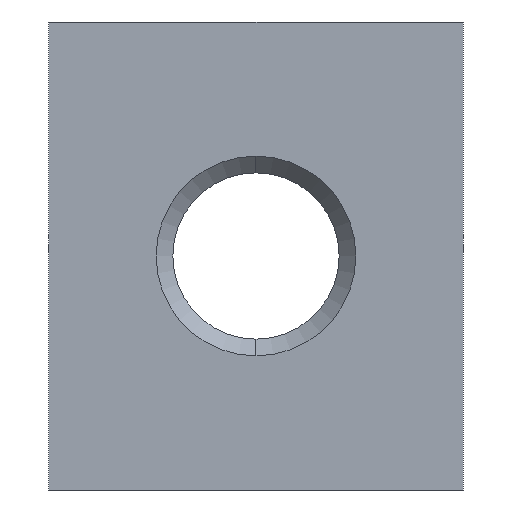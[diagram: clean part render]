
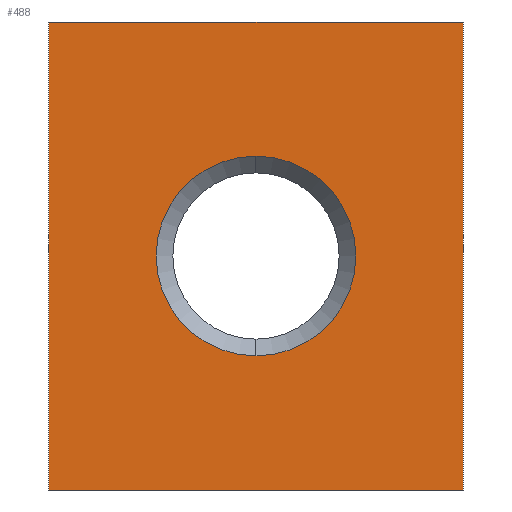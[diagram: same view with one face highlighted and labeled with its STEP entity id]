
A CAD part, front view. The second image highlights one B-rep face of the part: STEP entity #488.
In plain terms, the highlighted planar face has unit normal (0, -1, 0).
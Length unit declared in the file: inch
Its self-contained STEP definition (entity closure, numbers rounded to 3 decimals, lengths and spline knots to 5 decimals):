
#13 = CARTESIAN_POINT ( 'NONE',  ( -0.5, 0., 0.565 ) ) ;
#17 = EDGE_CURVE ( 'NONE', #496, #557, #400, .T. ) ;
#23 = VERTEX_POINT ( 'NONE', #370 ) ;
#33 = EDGE_LOOP ( 'NONE', ( #562, #463 ) ) ;
#39 = VECTOR ( 'NONE', #223, 39.37008 ) ;
#41 = AXIS2_PLACEMENT_3D ( 'NONE', #509, #172, #459 ) ;
#44 = DIRECTION ( 'NONE',  ( 1., 0., 0. ) ) ;
#52 = ORIENTED_EDGE ( 'NONE', *, *, #17, .T. ) ;
#53 = DIRECTION ( 'NONE',  ( 0., 0., -1. ) ) ;
#59 = VERTEX_POINT ( 'NONE', #512 ) ;
#69 = FACE_OUTER_BOUND ( 'NONE', #216, .T. ) ;
#74 = VECTOR ( 'NONE', #53, 39.37008 ) ;
#86 = CARTESIAN_POINT ( 'NONE',  ( -0.5, 0., 0.565 ) ) ;
#119 = VECTOR ( 'NONE', #141, 39.37008 ) ;
#132 = CARTESIAN_POINT ( 'NONE',  ( 0.5, 0., -0.565 ) ) ;
#141 = DIRECTION ( 'NONE',  ( 1., 0., 0. ) ) ;
#162 = CARTESIAN_POINT ( 'NONE',  ( 0.5, 0., 0.565 ) ) ;
#165 = LINE ( 'NONE', #86, #305 ) ;
#172 = DIRECTION ( 'NONE',  ( 0., 1., 0. ) ) ;
#178 = LINE ( 'NONE', #13, #74 ) ;
#209 = DIRECTION ( 'NONE',  ( 0., 1., 0. ) ) ;
#216 = EDGE_LOOP ( 'NONE', ( #52, #365, #294, #341 ) ) ;
#218 = CIRCLE ( 'NONE', #41, 0.24114 ) ;
#223 = DIRECTION ( 'NONE',  ( 0., 0., -1. ) ) ;
#265 = EDGE_CURVE ( 'NONE', #476, #496, #178, .T. ) ;
#287 = CARTESIAN_POINT ( 'NONE',  ( -0.5, 0., 0.565 ) ) ;
#294 = ORIENTED_EDGE ( 'NONE', *, *, #563, .F. ) ;
#298 = CIRCLE ( 'NONE', #306, 0.24114 ) ;
#305 = VECTOR ( 'NONE', #44, 39.37008 ) ;
#306 = AXIS2_PLACEMENT_3D ( 'NONE', #498, #209, #540 ) ;
#327 = EDGE_CURVE ( 'NONE', #576, #59, #298, .T. ) ;
#341 = ORIENTED_EDGE ( 'NONE', *, *, #265, .T. ) ;
#358 = CARTESIAN_POINT ( 'NONE',  ( -0.5, 0., -0.565 ) ) ;
#365 = ORIENTED_EDGE ( 'NONE', *, *, #549, .F. ) ;
#370 = CARTESIAN_POINT ( 'NONE',  ( 0.5, 0., 0.565 ) ) ;
#389 = DIRECTION ( 'NONE',  ( 0., 1., 0. ) ) ;
#397 = LINE ( 'NONE', #162, #39 ) ;
#400 = LINE ( 'NONE', #358, #119 ) ;
#414 = FACE_BOUND ( 'NONE', #33, .T. ) ;
#424 = CARTESIAN_POINT ( 'NONE',  ( 0., 0., -0.24114 ) ) ;
#459 = DIRECTION ( 'NONE',  ( 0., 0., 1. ) ) ;
#463 = ORIENTED_EDGE ( 'NONE', *, *, #530, .T. ) ;
#476 = VERTEX_POINT ( 'NONE', #287 ) ;
#483 = CARTESIAN_POINT ( 'NONE',  ( -0.5, 0., 0.565 ) ) ;
#487 = DIRECTION ( 'NONE',  ( 0., 0., 1. ) ) ;
#488 = ADVANCED_FACE ( 'NONE', ( #414, #69 ), #564, .F. ) ;
#496 = VERTEX_POINT ( 'NONE', #568 ) ;
#498 = CARTESIAN_POINT ( 'NONE',  ( 0., 0., 0. ) ) ;
#509 = CARTESIAN_POINT ( 'NONE',  ( 0., 0., 0. ) ) ;
#512 = CARTESIAN_POINT ( 'NONE',  ( 0., 0., 0.24114 ) ) ;
#530 = EDGE_CURVE ( 'NONE', #59, #576, #218, .T. ) ;
#540 = DIRECTION ( 'NONE',  ( 0., 0., 1. ) ) ;
#543 = AXIS2_PLACEMENT_3D ( 'NONE', #483, #389, #487 ) ;
#549 = EDGE_CURVE ( 'NONE', #23, #557, #397, .T. ) ;
#557 = VERTEX_POINT ( 'NONE', #132 ) ;
#562 = ORIENTED_EDGE ( 'NONE', *, *, #327, .T. ) ;
#563 = EDGE_CURVE ( 'NONE', #476, #23, #165, .T. ) ;
#564 = PLANE ( 'NONE',  #543 ) ;
#568 = CARTESIAN_POINT ( 'NONE',  ( -0.5, 0., -0.565 ) ) ;
#576 = VERTEX_POINT ( 'NONE', #424 ) ;
